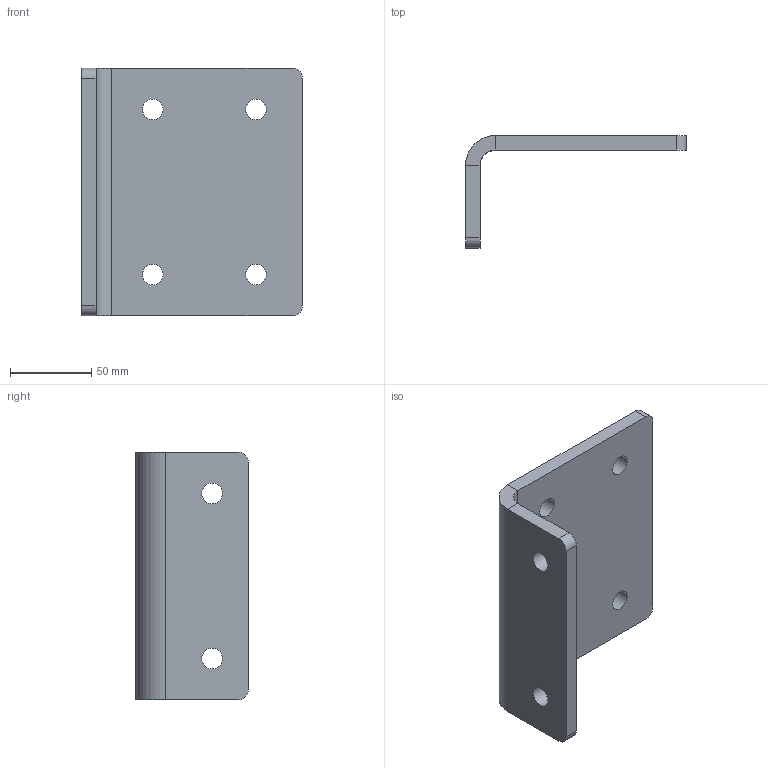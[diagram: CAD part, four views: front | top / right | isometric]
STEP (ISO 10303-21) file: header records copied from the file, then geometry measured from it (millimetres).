
FILE_DESCRIPTION((('zoo.dev export')), '2;1');
FILE_NAME('dump.step', '2025-02-14T15:12:02.966889171+00:00', ('Author unknown'), ('Organization unknown'), 'zoo.dev beta', 'zoo.dev', 'Authorization unknown');
FILE_SCHEMA(('AP203_CONFIGURATION_CONTROLLED_3D_DESIGN_OF_MECHANICAL_PARTS_AND_ASSEMBLIES_MIM_LF'));
Length unit declared in the file: metre
Products named in the file (3): UNIDENTIFIED_PRODUCT
Bounding box: 135.92 x 69.25 x 152.4 mm (x, y, z)
Volume: 251642.7 mm3; surface area: 69992.1 mm2
Topology: 3 solids, 3 shells, 28 faces, 66 edges, 44 vertices
Faces by surface type: plane 16, cylinder 12
Full cylindrical faces by diameter (mm): 12.7 x6
Entity records: 833 total; most frequent: CARTESIAN_POINT 138, DIRECTION 130, ORIENTED_EDGE 120, EDGE_CURVE 66, AXIS2_PLACEMENT_3D 52, EDGE_LOOP 46, FACE_BOUND 46, VERTEX_POINT 44
